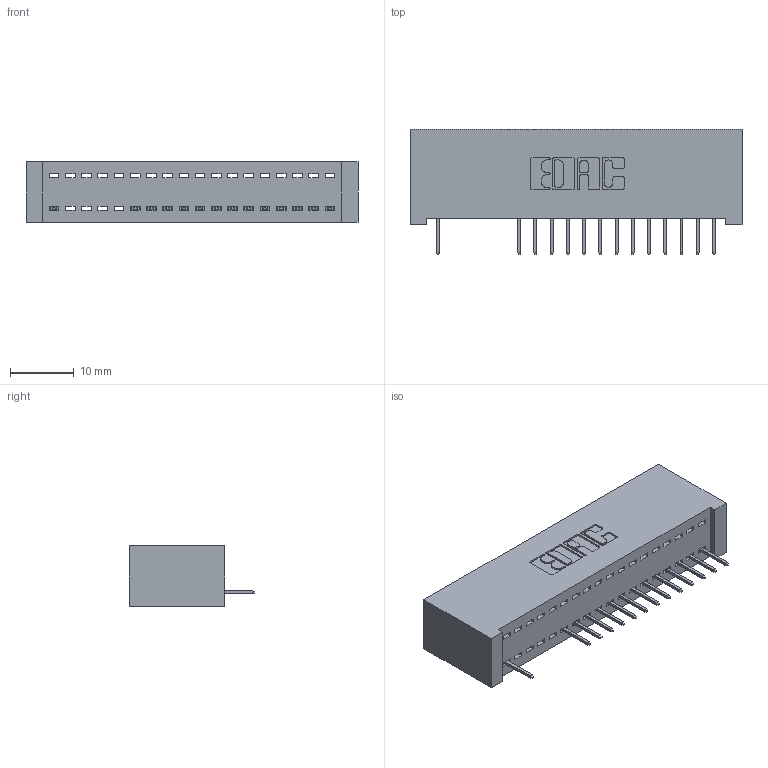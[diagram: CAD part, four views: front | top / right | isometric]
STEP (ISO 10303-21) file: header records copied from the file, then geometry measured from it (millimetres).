
FILE_DESCRIPTION (( 'STEP AP203' ), '1' );
FILE_NAME ('392-018-524-101.STEP', '2018-08-15T03:54:09', ( '' ), ( '' ), 'SwSTEP 2.0', 'SolidWorks 2016', '' );
FILE_SCHEMA (( 'CONFIG_CONTROL_DESIGN' ));
Length unit declared in the file: inch
Products named in the file (3): 342 Part_Lugless; 345-292-001_345-293-124; 392-018-524-101
Assembly tree (15 placements, depth 2):
  392-018-524-101
    342 Part_Lugless
    345-292-001_345-293-124  x14
Bounding box: 51.97 x 19.69 x 9.4 mm (x, y, z)
Volume: 4776.1 mm3; surface area: 6479.9 mm2
Topology: 15 solids, 15 shells, 1018 faces, 2963 edges, 1918 vertices
Faces by surface type: plane 782, cylinder 236
Entity records: 13645 total; most frequent: CARTESIAN_POINT 2380, ORIENTED_EDGE 2338, DIRECTION 2045, EDGE_CURVE 1169, VECTOR 1053, LINE 1053, VERTEX_POINT 774, AXIS2_PLACEMENT_3D 496
